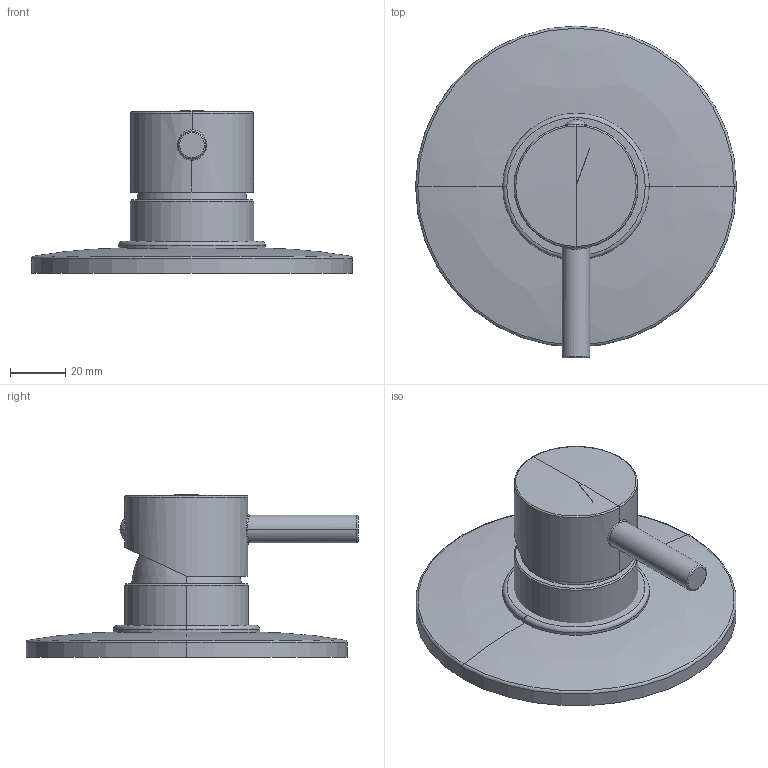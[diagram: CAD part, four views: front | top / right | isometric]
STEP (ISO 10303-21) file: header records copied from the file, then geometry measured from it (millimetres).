
FILE_DESCRIPTION((''),'2;1');
FILE_NAME('SK010CR','2021-01-15T16:29:20',('ut3'),('PAFFONI SpA'),'CREO PARAMETRIC BY PTC INC, 2020044','CREO PARAMETRIC BY PTC INC, 2020044','');
FILE_SCHEMA(('CONFIG_CONTROL_DESIGN','SHAPE_APPEARANCE_LAYERS_GROUPS'));
Length unit declared in the file: millimetre
Products named in the file (1): SK010CR
Bounding box: 116 x 119.95 x 58.69 mm (x, y, z)
Surface area: 44400.2 mm2 (no closed solid volume)
Topology: 0 solids, 11 shells, 152 faces, 345 edges, 198 vertices
Faces by surface type: cylinder 38, plane 29, bspline 26, torus 26, sphere 18, cone 15
Entity records: 6547 total; most frequent: CARTESIAN_POINT 2194, DIRECTION 706, ORIENTED_EDGE 648, EDGE_CURVE 341, AXIS2_PLACEMENT_3D 309, VERTEX_POINT 198, CIRCLE 183, EDGE_LOOP 152
